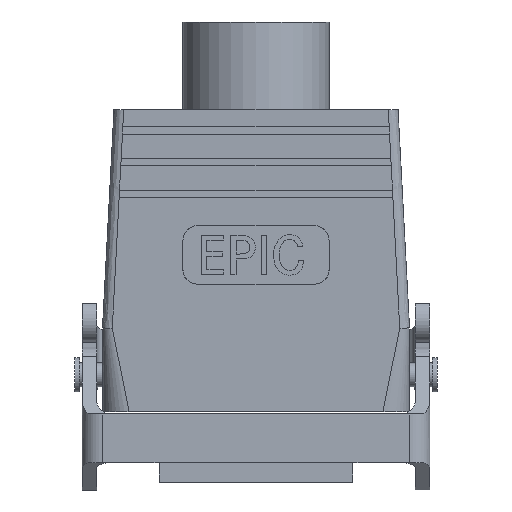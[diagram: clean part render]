
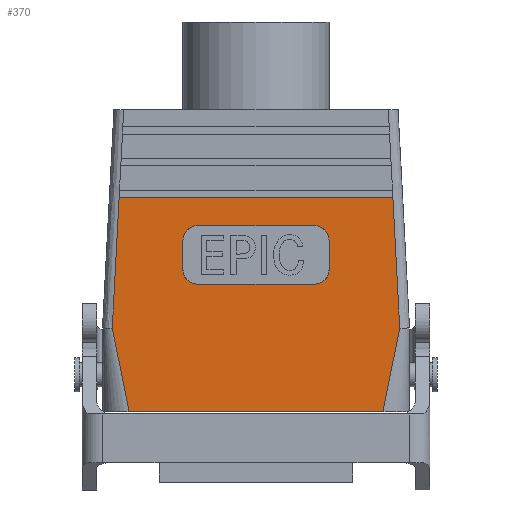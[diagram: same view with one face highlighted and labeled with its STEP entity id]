
A CAD part, left-side view. The second image highlights one B-rep face of the part: STEP entity #370.
In plain terms, the highlighted planar face has unit normal (-1, 0, -0.023).
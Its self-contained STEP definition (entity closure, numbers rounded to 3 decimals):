
#370 = ADVANCED_FACE( '', ( #850, #851 ), #852, .F. );
#850 = FACE_BOUND( '', #1534, .T. );
#851 = FACE_OUTER_BOUND( '', #1535, .T. );
#852 = PLANE( '', #1536 );
#1534 = EDGE_LOOP( '', ( #2759, #2760, #2761, #2762, #2763, #2764, #2765, #2766 ) );
#1535 = EDGE_LOOP( '', ( #2767, #2768, #2769, #2770, #2771, #2772 ) );
#1536 = AXIS2_PLACEMENT_3D( '', #2773, #2774, #2775 );
#2759 = ORIENTED_EDGE( '', *, *, #4187, .T. );
#2760 = ORIENTED_EDGE( '', *, *, #3965, .F. );
#2761 = ORIENTED_EDGE( '', *, *, #4188, .F. );
#2762 = ORIENTED_EDGE( '', *, *, #4189, .F. );
#2763 = ORIENTED_EDGE( '', *, *, #4190, .F. );
#2764 = ORIENTED_EDGE( '', *, *, #3891, .F. );
#2765 = ORIENTED_EDGE( '', *, *, #4191, .T. );
#2766 = ORIENTED_EDGE( '', *, *, #4192, .T. );
#2767 = ORIENTED_EDGE( '', *, *, #4193, .T. );
#2768 = ORIENTED_EDGE( '', *, *, #4194, .F. );
#2769 = ORIENTED_EDGE( '', *, *, #4155, .F. );
#2770 = ORIENTED_EDGE( '', *, *, #4040, .F. );
#2771 = ORIENTED_EDGE( '', *, *, #4195, .T. );
#2772 = ORIENTED_EDGE( '', *, *, #4196, .T. );
#2773 = CARTESIAN_POINT( '', ( -14.75, 31.5, 0. ) );
#2774 = DIRECTION( '', ( 1., 0., 0.023 ) );
#2775 = DIRECTION( '', ( 0.023, 0., -1. ) );
#3891 = EDGE_CURVE( '', #4563, #4564, #4565, .T. );
#3965 = EDGE_CURVE( '', #4691, #4692, #4693, .T. );
#4040 = EDGE_CURVE( '', #4720, #4808, #4818, .T. );
#4155 = EDGE_CURVE( '', #4808, #4994, #4995, .T. );
#4187 = EDGE_CURVE( '', #5048, #4692, #5049, .F. );
#4188 = EDGE_CURVE( '', #5050, #4691, #5051, .F. );
#4189 = EDGE_CURVE( '', #5052, #5050, #5053, .T. );
#4190 = EDGE_CURVE( '', #4564, #5052, #5054, .F. );
#4191 = EDGE_CURVE( '', #4563, #5055, #5056, .F. );
#4192 = EDGE_CURVE( '', #5055, #5048, #5057, .T. );
#4193 = EDGE_CURVE( '', #5058, #5059, #5060, .T. );
#4194 = EDGE_CURVE( '', #4994, #5059, #5061, .F. );
#4195 = EDGE_CURVE( '', #4720, #5062, #5063, .T. );
#4196 = EDGE_CURVE( '', #5062, #5058, #5064, .F. );
#4563 = VERTEX_POINT( '', #5539 );
#4564 = VERTEX_POINT( '', #5540 );
#4565 = LINE( '', #5541, #5542 );
#4691 = VERTEX_POINT( '', #5750 );
#4692 = VERTEX_POINT( '', #5751 );
#4693 = LINE( '', #5752, #5753 );
#4720 = VERTEX_POINT( '', #5828 );
#4808 = VERTEX_POINT( '', #5954 );
#4818 = LINE( '', #5975, #5976 );
#4994 = VERTEX_POINT( '', #6322 );
#4995 = B_SPLINE_CURVE_WITH_KNOTS( '', 3, ( #6323, #6324, #6325, #6326 ), .UNSPECIFIED., .F., .F., ( 4, 4 ), ( 0.48, 0.599 ), .UNSPECIFIED. );
#5048 = VERTEX_POINT( '', #6407 );
#5049 = ELLIPSE( '', #6408, 3.001, 3. );
#5050 = VERTEX_POINT( '', #6409 );
#5051 = ELLIPSE( '', #6410, 3.001, 3. );
#5052 = VERTEX_POINT( '', #6411 );
#5053 = LINE( '', #6412, #6413 );
#5054 = ELLIPSE( '', #6414, 3.001, 3. );
#5055 = VERTEX_POINT( '', #6415 );
#5056 = ELLIPSE( '', #6416, 3.001, 3. );
#5057 = LINE( '', #6417, #6418 );
#5058 = VERTEX_POINT( '', #6419 );
#5059 = VERTEX_POINT( '', #6420 );
#5060 = LINE( '', #6421, #6422 );
#5061 = B_SPLINE_CURVE_WITH_KNOTS( '', 3, ( #6423, #6424, #6425, #6426 ), .UNSPECIFIED., .F., .F., ( 4, 4 ), ( 0.562, 0.84 ), .UNSPECIFIED. );
#5062 = VERTEX_POINT( '', #6427 );
#5063 = B_SPLINE_CURVE_WITH_KNOTS( '', 3, ( #6428, #6429, #6430, #6431 ), .UNSPECIFIED., .F., .F., ( 4, 4 ), ( 0.48, 0.599 ), .UNSPECIFIED. );
#5064 = B_SPLINE_CURVE_WITH_KNOTS( '', 3, ( #6432, #6433, #6434, #6435 ), .UNSPECIFIED., .F., .F., ( 4, 4 ), ( 0.562, 0.84 ), .UNSPECIFIED. );
#5539 = CARTESIAN_POINT( '', ( -15.643, -12., 38.2 ) );
#5540 = CARTESIAN_POINT( '', ( -15.643, 12., 38.2 ) );
#5541 = CARTESIAN_POINT( '', ( -15.643, 31.5, 38.2 ) );
#5542 = VECTOR( '', #7240, 1000. );
#5750 = CARTESIAN_POINT( '', ( -15.363, 12., 26.2 ) );
#5751 = CARTESIAN_POINT( '', ( -15.363, -12., 26.2 ) );
#5752 = CARTESIAN_POINT( '', ( -15.363, 31.5, 26.2 ) );
#5753 = VECTOR( '', #7297, 1000. );
#5828 = CARTESIAN_POINT( '', ( -15.779, 28.09, 44. ) );
#5954 = CARTESIAN_POINT( '', ( -15.779, -28.09, 44. ) );
#5975 = CARTESIAN_POINT( '', ( -15.779, 31.5, 44. ) );
#5976 = VECTOR( '', #7370, 1000. );
#6322 = CARTESIAN_POINT( '', ( -15.152, -29.496, 17.18 ) );
#6323 = CARTESIAN_POINT( '', ( -15.779, -28.09, 44. ) );
#6324 = CARTESIAN_POINT( '', ( -15.57, -28.559, 35.06 ) );
#6325 = CARTESIAN_POINT( '', ( -15.361, -29.027, 26.12 ) );
#6326 = CARTESIAN_POINT( '', ( -15.152, -29.496, 17.18 ) );
#6407 = CARTESIAN_POINT( '', ( -15.433, -15., 29.2 ) );
#6408 = AXIS2_PLACEMENT_3D( '', #7508, #7509, #7510 );
#6409 = CARTESIAN_POINT( '', ( -15.433, 15., 29.2 ) );
#6410 = AXIS2_PLACEMENT_3D( '', #7511, #7512, #7513 );
#6411 = CARTESIAN_POINT( '', ( -15.573, 15., 35.2 ) );
#6412 = CARTESIAN_POINT( '', ( -14.75, 15., 0. ) );
#6413 = VECTOR( '', #7514, 1000. );
#6414 = AXIS2_PLACEMENT_3D( '', #7515, #7516, #7517 );
#6415 = CARTESIAN_POINT( '', ( -15.573, -15., 35.2 ) );
#6416 = AXIS2_PLACEMENT_3D( '', #7518, #7519, #7520 );
#6417 = CARTESIAN_POINT( '', ( -14.75, -15., 0. ) );
#6418 = VECTOR( '', #7521, 1000. );
#6419 = CARTESIAN_POINT( '', ( -14.75, 26.026, 0. ) );
#6420 = CARTESIAN_POINT( '', ( -14.75, -26.026, 0. ) );
#6421 = CARTESIAN_POINT( '', ( -14.75, 31.5, 0. ) );
#6422 = VECTOR( '', #7522, 1000. );
#6423 = CARTESIAN_POINT( '', ( -14.75, -26.026, 0. ) );
#6424 = CARTESIAN_POINT( '', ( -14.884, -27.183, 5.727 ) );
#6425 = CARTESIAN_POINT( '', ( -15.018, -28.339, 11.453 ) );
#6426 = CARTESIAN_POINT( '', ( -15.152, -29.496, 17.18 ) );
#6427 = CARTESIAN_POINT( '', ( -15.152, 29.496, 17.18 ) );
#6428 = CARTESIAN_POINT( '', ( -15.779, 28.09, 44. ) );
#6429 = CARTESIAN_POINT( '', ( -15.57, 28.559, 35.06 ) );
#6430 = CARTESIAN_POINT( '', ( -15.361, 29.027, 26.12 ) );
#6431 = CARTESIAN_POINT( '', ( -15.152, 29.496, 17.18 ) );
#6432 = CARTESIAN_POINT( '', ( -14.75, 26.026, 0. ) );
#6433 = CARTESIAN_POINT( '', ( -14.884, 27.183, 5.727 ) );
#6434 = CARTESIAN_POINT( '', ( -15.018, 28.339, 11.453 ) );
#6435 = CARTESIAN_POINT( '', ( -15.152, 29.496, 17.18 ) );
#7240 = DIRECTION( '', ( 0., 1., 0. ) );
#7297 = DIRECTION( '', ( 0., -1., 0. ) );
#7370 = DIRECTION( '', ( 0., -1., 0. ) );
#7508 = CARTESIAN_POINT( '', ( -15.433, -12., 29.2 ) );
#7509 = DIRECTION( '', ( -1., 0., -0.023 ) );
#7510 = DIRECTION( '', ( 0.023, 0., -1. ) );
#7511 = CARTESIAN_POINT( '', ( -15.433, 12., 29.2 ) );
#7512 = DIRECTION( '', ( 1., 0., 0.023 ) );
#7513 = DIRECTION( '', ( 0.023, 0., -1. ) );
#7514 = DIRECTION( '', ( 0.023, 0., -1. ) );
#7515 = CARTESIAN_POINT( '', ( -15.573, 12., 35.2 ) );
#7516 = DIRECTION( '', ( 1., 0., 0.023 ) );
#7517 = DIRECTION( '', ( 0.023, 0., -1. ) );
#7518 = CARTESIAN_POINT( '', ( -15.573, -12., 35.2 ) );
#7519 = DIRECTION( '', ( -1., 0., -0.023 ) );
#7520 = DIRECTION( '', ( 0.023, 0., -1. ) );
#7521 = DIRECTION( '', ( 0.023, 0., -1. ) );
#7522 = DIRECTION( '', ( 0., -1., 0. ) );
